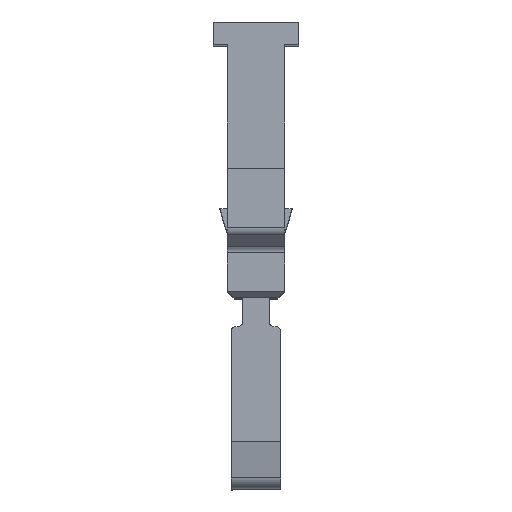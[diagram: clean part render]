
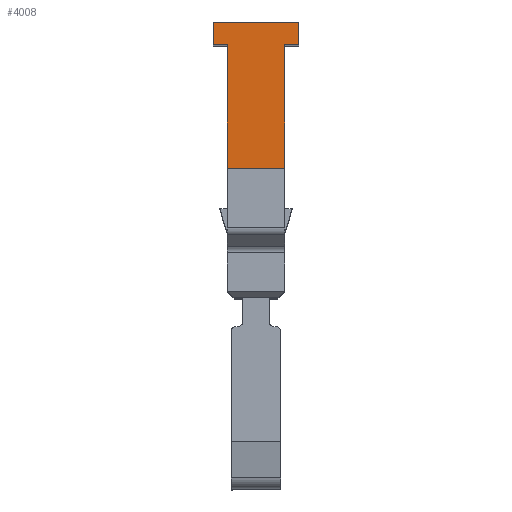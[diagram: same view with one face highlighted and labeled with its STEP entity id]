
A CAD part, top view. The second image highlights one B-rep face of the part: STEP entity #4008.
In plain terms, the highlighted planar face has unit normal (0, 0, 1).
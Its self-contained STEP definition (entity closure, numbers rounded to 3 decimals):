
#39 = PLANE ( 'NONE',  #4102 ) ;
#66 = DIRECTION ( 'NONE',  ( 1., 0., 0. ) ) ;
#67 = DIRECTION ( 'NONE',  ( 0., 0., 1. ) ) ;
#78 = FACE_OUTER_BOUND ( 'NONE', #636, .T. ) ;
#86 = CARTESIAN_POINT ( 'NONE',  ( 86.903, 249.11, 55.407 ) ) ;
#636 = EDGE_LOOP ( 'NONE', ( #858, #832, #854, #880, #835, #867, #829, #838 ) ) ;
#829 = ORIENTED_EDGE ( 'NONE', *, *, #3884, .F. ) ;
#832 = ORIENTED_EDGE ( 'NONE', *, *, #3688, .T. ) ;
#835 = ORIENTED_EDGE ( 'NONE', *, *, #3845, .F. ) ;
#838 = ORIENTED_EDGE ( 'NONE', *, *, #3881, .T. ) ;
#854 = ORIENTED_EDGE ( 'NONE', *, *, #3793, .T. ) ;
#858 = ORIENTED_EDGE ( 'NONE', *, *, #3448, .T. ) ;
#867 = ORIENTED_EDGE ( 'NONE', *, *, #3854, .T. ) ;
#880 = ORIENTED_EDGE ( 'NONE', *, *, #3865, .F. ) ;
#1460 = VERTEX_POINT ( 'NONE', #1809 ) ;
#1481 = VERTEX_POINT ( 'NONE', #1824 ) ;
#1514 = VERTEX_POINT ( 'NONE', #1840 ) ;
#1518 = VERTEX_POINT ( 'NONE', #1873 ) ;
#1531 = VERTEX_POINT ( 'NONE', #1885 ) ;
#1546 = VERTEX_POINT ( 'NONE', #1871 ) ;
#1579 = VERTEX_POINT ( 'NONE', #1842 ) ;
#1589 = VERTEX_POINT ( 'NONE', #1940 ) ;
#1809 = CARTESIAN_POINT ( 'NONE',  ( 112.228, 242.644, 55.407 ) ) ;
#1824 = CARTESIAN_POINT ( 'NONE',  ( 112.228, 249.11, 55.407 ) ) ;
#1840 = CARTESIAN_POINT ( 'NONE',  ( 112.978, 250.31, 55.407 ) ) ;
#1842 = CARTESIAN_POINT ( 'NONE',  ( 108.478, 249.11, 55.407 ) ) ;
#1871 = CARTESIAN_POINT ( 'NONE',  ( 108.478, 250.31, 55.407 ) ) ;
#1873 = CARTESIAN_POINT ( 'NONE',  ( 109.228, 249.11, 55.407 ) ) ;
#1885 = CARTESIAN_POINT ( 'NONE',  ( 112.978, 249.11, 55.407 ) ) ;
#1940 = CARTESIAN_POINT ( 'NONE',  ( 109.228, 242.644, 55.407 ) ) ;
#2533 = LINE ( 'NONE', #2536, #5537 ) ;
#2536 = CARTESIAN_POINT ( 'NONE',  ( 112.228, 249.11, 55.407 ) ) ;
#2551 = DIRECTION ( 'NONE',  ( 0., 1., 0. ) ) ;
#2691 = DIRECTION ( 'NONE',  ( 0., -1., 0. ) ) ;
#2704 = LINE ( 'NONE', #2707, #5602 ) ;
#2707 = CARTESIAN_POINT ( 'NONE',  ( 112.978, 249.11, 55.407 ) ) ;
#2736 = DIRECTION ( 'NONE',  ( -1., 0., 0. ) ) ;
#2750 = LINE ( 'NONE', #2753, #5618 ) ;
#2753 = CARTESIAN_POINT ( 'NONE',  ( 86.903, 250.31, 55.407 ) ) ;
#2764 = LINE ( 'NONE', #2767, #5641 ) ;
#2767 = CARTESIAN_POINT ( 'NONE',  ( 112.728, 249.11, 55.407 ) ) ;
#2775 = DIRECTION ( 'NONE',  ( -1., 0., 0. ) ) ;
#2841 = DIRECTION ( 'NONE',  ( 0., 1., 0. ) ) ;
#2843 = LINE ( 'NONE', #2870, #5640 ) ;
#2852 = LINE ( 'NONE', #2879, #5611 ) ;
#2868 = DIRECTION ( 'NONE',  ( 1., 0., 0. ) ) ;
#2870 = CARTESIAN_POINT ( 'NONE',  ( 108.478, 249.11, 55.407 ) ) ;
#2879 = CARTESIAN_POINT ( 'NONE',  ( 86.903, 249.11, 55.407 ) ) ;
#3448 = EDGE_CURVE ( 'NONE', #1518, #1589, #4664, .T. ) ;
#3688 = EDGE_CURVE ( 'NONE', #1589, #1460, #4369, .T. ) ;
#3793 = EDGE_CURVE ( 'NONE', #1460, #1481, #2533, .T. ) ;
#3845 = EDGE_CURVE ( 'NONE', #1514, #1531, #2704, .T. ) ;
#3854 = EDGE_CURVE ( 'NONE', #1514, #1546, #2750, .T. ) ;
#3865 = EDGE_CURVE ( 'NONE', #1531, #1481, #2764, .T. ) ;
#3881 = EDGE_CURVE ( 'NONE', #1579, #1518, #2852, .T. ) ;
#3884 = EDGE_CURVE ( 'NONE', #1579, #1546, #2843, .T. ) ;
#4008 = ADVANCED_FACE ( 'NONE', ( #78 ), #39, .T. ) ;
#4102 = AXIS2_PLACEMENT_3D ( 'NONE', #86, #67, #66 ) ;
#4369 = LINE ( 'NONE', #4431, #5414 ) ;
#4421 = DIRECTION ( 'NONE',  ( 1., 0., 0. ) ) ;
#4431 = CARTESIAN_POINT ( 'NONE',  ( 86.903, 242.644, 55.407 ) ) ;
#4645 = DIRECTION ( 'NONE',  ( 0., -1., 0. ) ) ;
#4664 = LINE ( 'NONE', #4669, #5822 ) ;
#4669 = CARTESIAN_POINT ( 'NONE',  ( 109.228, 239.51, 55.407 ) ) ;
#5414 = VECTOR ( 'NONE', #4421, 1000. ) ;
#5537 = VECTOR ( 'NONE', #2551, 1000. ) ;
#5602 = VECTOR ( 'NONE', #2691, 1000. ) ;
#5611 = VECTOR ( 'NONE', #2868, 1000. ) ;
#5618 = VECTOR ( 'NONE', #2736, 1000. ) ;
#5640 = VECTOR ( 'NONE', #2841, 1000. ) ;
#5641 = VECTOR ( 'NONE', #2775, 1000. ) ;
#5822 = VECTOR ( 'NONE', #4645, 1000. ) ;
